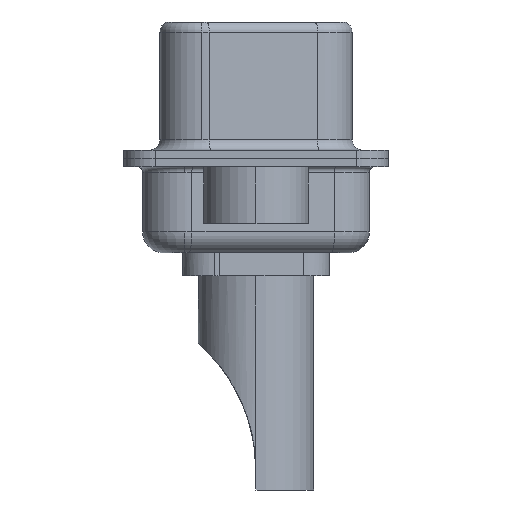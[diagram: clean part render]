
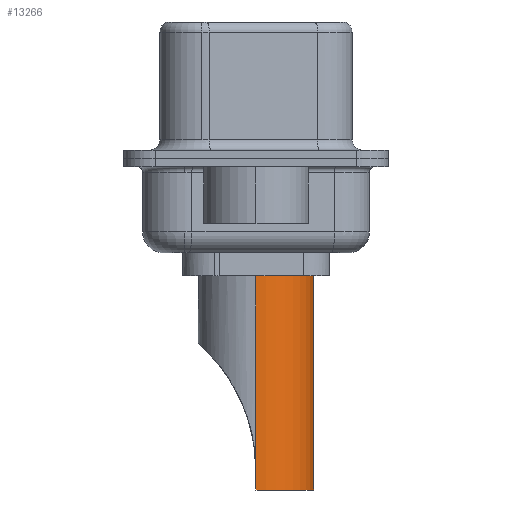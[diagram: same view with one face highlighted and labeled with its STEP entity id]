
A CAD part, left-side view. The second image highlights one B-rep face of the part: STEP entity #13266.
In plain terms, the highlighted cylindrical face has radius 2.75 mm (diameter 5.5 mm), a partial arc.
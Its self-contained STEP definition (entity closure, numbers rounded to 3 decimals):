
#133 = EDGE_LOOP ( 'NONE', ( #12312, #6707, #14448, #1942, #2641, #11498 ) ) ;
#578 = AXIS2_PLACEMENT_3D ( 'NONE', #6480, #14326, #7574 ) ;
#588 = CARTESIAN_POINT ( 'NONE',  ( -2.75, 0., 4.234 ) ) ;
#633 = CARTESIAN_POINT ( 'NONE',  ( -2.75, 0., -8.7 ) ) ;
#769 = AXIS2_PLACEMENT_3D ( 'NONE', #3275, #11021, #4398 ) ;
#847 = VERTEX_POINT ( 'NONE', #8076 ) ;
#979 = EDGE_CURVE ( 'NONE', #8342, #1207, #10979, .T. ) ;
#1207 = VERTEX_POINT ( 'NONE', #1838 ) ;
#1568 = LINE ( 'NONE', #588, #7138 ) ;
#1572 = FACE_OUTER_BOUND ( 'NONE', #133, .T. ) ;
#1722 = EDGE_CURVE ( 'NONE', #847, #10115, #8897, .T. ) ;
#1838 = CARTESIAN_POINT ( 'NONE',  ( 2.75, 0., -8.7 ) ) ;
#1942 = ORIENTED_EDGE ( 'NONE', *, *, #979, .F. ) ;
#2641 = ORIENTED_EDGE ( 'NONE', *, *, #13200, .T. ) ;
#3275 = CARTESIAN_POINT ( 'NONE',  ( 0., 0., -8.7 ) ) ;
#4187 = LINE ( 'NONE', #633, #10035 ) ;
#4268 = DIRECTION ( 'NONE',  ( 0., 0., 1. ) ) ;
#4343 = CARTESIAN_POINT ( 'NONE',  ( 2.75, 0., -8.7 ) ) ;
#4398 = DIRECTION ( 'NONE',  ( 1., 0., 0. ) ) ;
#4907 = VECTOR ( 'NONE', #6437, 1000. ) ;
#5069 = DIRECTION ( 'NONE',  ( 1., 0., 0. ) ) ;
#5341 = CARTESIAN_POINT ( 'NONE',  ( 2.75, 0., 4.234 ) ) ;
#5385 = CARTESIAN_POINT ( 'NONE',  ( -2.75, 0., -7.764 ) ) ;
#5504 = CARTESIAN_POINT ( 'NONE',  ( -2.75, 0., -8.7 ) ) ;
#6437 = DIRECTION ( 'NONE',  ( 0., 0., 1. ) ) ;
#6480 = CARTESIAN_POINT ( 'NONE',  ( 0., 0., 4.234 ) ) ;
#6675 = VERTEX_POINT ( 'NONE', #5504 ) ;
#6707 = ORIENTED_EDGE ( 'NONE', *, *, #8704, .T. ) ;
#7138 = VECTOR ( 'NONE', #11683, 1000. ) ;
#7562 = DIRECTION ( 'NONE',  ( 0., 0., -1. ) ) ;
#7574 = DIRECTION ( 'NONE',  ( 1., 0., 0. ) ) ;
#8076 = CARTESIAN_POINT ( 'NONE',  ( -2.75, 0., 1.5 ) ) ;
#8342 = VERTEX_POINT ( 'NONE', #11194 ) ;
#8460 = DIRECTION ( 'NONE',  ( 0., 0., -1. ) ) ;
#8615 = EDGE_CURVE ( 'NONE', #13265, #847, #1568, .T. ) ;
#8704 = EDGE_CURVE ( 'NONE', #13265, #6675, #4187, .T. ) ;
#8897 = CIRCLE ( 'NONE', #10783, 2.75 ) ;
#10035 = VECTOR ( 'NONE', #8460, 1000. ) ;
#10041 = CYLINDRICAL_SURFACE ( 'NONE', #578, 2.75 ) ;
#10115 = VERTEX_POINT ( 'NONE', #10514 ) ;
#10514 = CARTESIAN_POINT ( 'NONE',  ( 2.75, 0., 1.5 ) ) ;
#10783 = AXIS2_PLACEMENT_3D ( 'NONE', #13878, #4268, #5069 ) ;
#10979 = LINE ( 'NONE', #4343, #14046 ) ;
#11021 = DIRECTION ( 'NONE',  ( 0., 0., 1. ) ) ;
#11097 = LINE ( 'NONE', #5341, #4907 ) ;
#11194 = CARTESIAN_POINT ( 'NONE',  ( 2.75, 0., -7.764 ) ) ;
#11498 = ORIENTED_EDGE ( 'NONE', *, *, #1722, .F. ) ;
#11683 = DIRECTION ( 'NONE',  ( 0., 0., 1. ) ) ;
#12312 = ORIENTED_EDGE ( 'NONE', *, *, #8615, .F. ) ;
#12542 = CIRCLE ( 'NONE', #769, 2.75 ) ;
#13200 = EDGE_CURVE ( 'NONE', #8342, #10115, #11097, .T. ) ;
#13265 = VERTEX_POINT ( 'NONE', #5385 ) ;
#13266 = ADVANCED_FACE ( 'NONE', ( #1572 ), #10041, .T. ) ;
#13878 = CARTESIAN_POINT ( 'NONE',  ( 0., 0., 1.5 ) ) ;
#13996 = EDGE_CURVE ( 'NONE', #6675, #1207, #12542, .T. ) ;
#14046 = VECTOR ( 'NONE', #7562, 1000. ) ;
#14326 = DIRECTION ( 'NONE',  ( 0., 0., 1. ) ) ;
#14448 = ORIENTED_EDGE ( 'NONE', *, *, #13996, .T. ) ;
